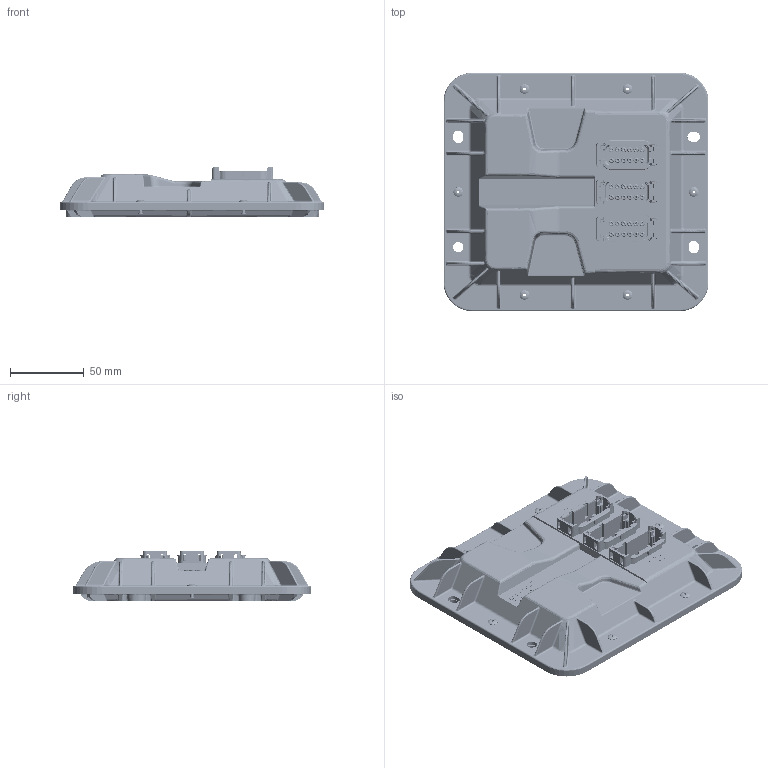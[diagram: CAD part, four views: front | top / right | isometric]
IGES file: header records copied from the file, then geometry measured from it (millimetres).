
Global section: file name: ASSY PC036.igs; native system: NX V1980; preprocessor: SIEMENS PLM Software NX 2000; date: 20230228.102250; units: millimetre
Bounding box: 180 x 162 x 33.71 mm (x, y, z)
Surface area: 176088.9 mm2 (no closed solid volume)
Topology: 0 solids, 0 shells, 3949 faces, 24965 edges, 25838 vertices
Faces by surface type: bspline 3949
